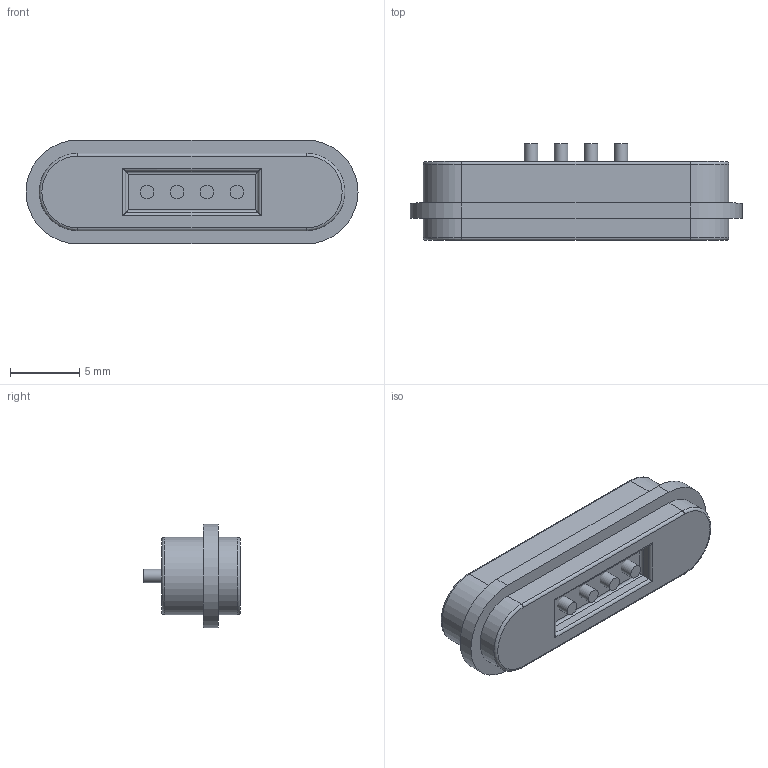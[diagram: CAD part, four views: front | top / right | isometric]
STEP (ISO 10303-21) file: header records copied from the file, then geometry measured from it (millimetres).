
FILE_DESCRIPTION(/* description */ (''),/* implementation_level */ '2;1');
FILE_NAME(/* name */ 'Pogo_$pin_Female.step',/* time_stamp */ '2021-10-27T20:58:29+02:00',/* author */ (''),/* organization */ (''),/* preprocessor_version */ 'ST-DEVELOPER v18.1',/* originating_system */ 'Autodesk Translation Framework v10.10.0.1391',/* authorisation */ '');
FILE_SCHEMA (('AUTOMOTIVE_DESIGN { 1 0 10303 214 3 1 1 }'));
Length unit declared in the file: millimetre
Products named in the file (1): Unbenannt
Bounding box: 24 x 7 x 7.5 mm (x, y, z)
Volume: 715.4 mm3; surface area: 737.2 mm2
Topology: 5 solids, 5 shells, 49 faces, 92 edges, 56 vertices
Faces by surface type: plane 23, cylinder 22, torus 4
Full cylindrical faces by diameter (mm): 1 x4
Entity records: 1261 total; most frequent: DIRECTION 232, CARTESIAN_POINT 198, ORIENTED_EDGE 184, EDGE_CURVE 92, AXIS2_PLACEMENT_3D 90, VERTEX_POINT 56, EDGE_LOOP 52, LINE 52
